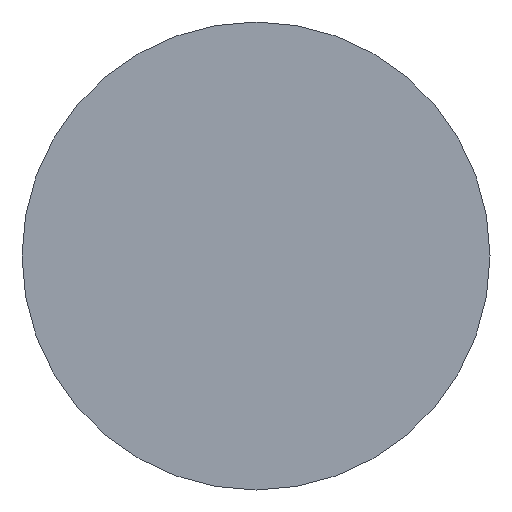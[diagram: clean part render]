
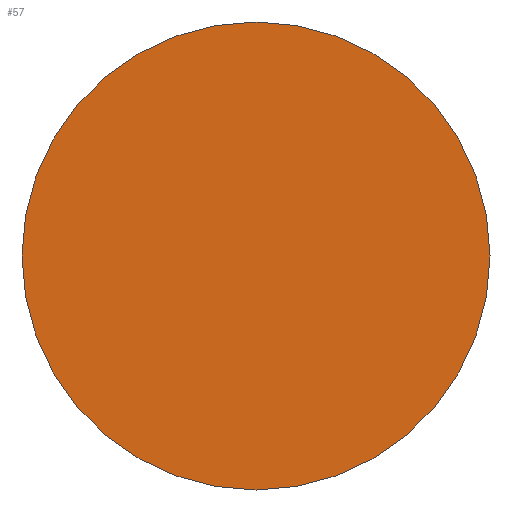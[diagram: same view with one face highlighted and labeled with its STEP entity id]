
A CAD part, front view. The second image highlights one B-rep face of the part: STEP entity #57.
In plain terms, the highlighted planar face has unit normal (0, -1, 0).
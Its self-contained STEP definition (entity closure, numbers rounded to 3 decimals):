
#16=PLANE('',#66);
#22=FACE_OUTER_BOUND('',#28,.T.);
#28=EDGE_LOOP('',(#48));
#36=CIRCLE('',#67,4.5);
#40=VERTEX_POINT('',#99);
#44=EDGE_CURVE('',#40,#40,#36,.T.);
#48=ORIENTED_EDGE('',*,*,#44,.F.);
#57=ADVANCED_FACE('',(#22),#16,.T.);
#66=AXIS2_PLACEMENT_3D('',#98,#80,#81);
#67=AXIS2_PLACEMENT_3D('',#100,#82,#83);
#80=DIRECTION('center_axis',(0.,-1.,0.));
#81=DIRECTION('ref_axis',(0.,0.,-1.));
#82=DIRECTION('center_axis',(0.,1.,0.));
#83=DIRECTION('ref_axis',(-1.,0.,0.));
#98=CARTESIAN_POINT('Origin',(-2.25,-0.7,0.));
#99=CARTESIAN_POINT('',(-4.5,-0.7,0.));
#100=CARTESIAN_POINT('Origin',(0.,-0.7,0.));
